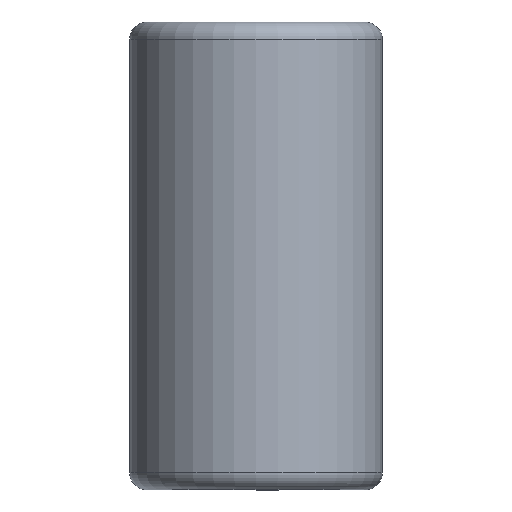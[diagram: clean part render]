
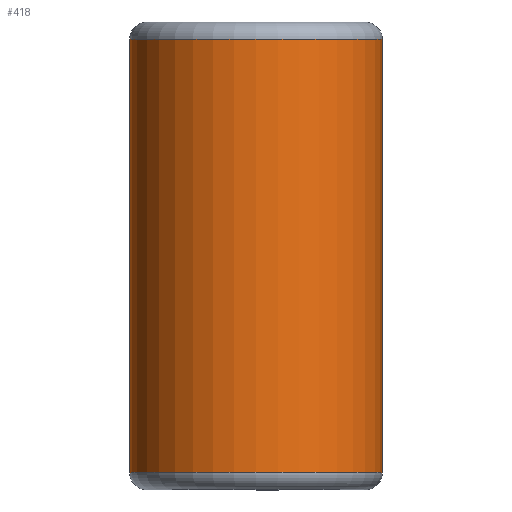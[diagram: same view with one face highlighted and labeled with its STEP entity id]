
A CAD part, top view. The second image highlights one B-rep face of the part: STEP entity #418.
In plain terms, the highlighted cylindrical face has radius 5.575 mm (diameter 11.151 mm), a partial arc.
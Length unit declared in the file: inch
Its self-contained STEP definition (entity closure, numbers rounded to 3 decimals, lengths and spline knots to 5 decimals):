
#82 = VECTOR ( 'NONE', #986, 39.37008 ) ;
#100 = DIRECTION ( 'NONE',  ( 0., 0., -1. ) ) ;
#167 = DIRECTION ( 'NONE',  ( 0., 1., 0. ) ) ;
#369 = VERTEX_POINT ( 'NONE', #2246 ) ;
#383 = ORIENTED_EDGE ( 'NONE', *, *, #1985, .T. ) ;
#418 = ADVANCED_FACE ( 'NONE', ( #2160 ), #906, .T. ) ;
#479 = CARTESIAN_POINT ( 'NONE',  ( 0., -0.37625, -0.2195 ) ) ;
#517 = ORIENTED_EDGE ( 'NONE', *, *, #1995, .T. ) ;
#560 = CIRCLE ( 'NONE', #1722, 0.2195 ) ;
#611 = CARTESIAN_POINT ( 'NONE',  ( 0., -0.37625, 0. ) ) ;
#618 = CARTESIAN_POINT ( 'NONE',  ( 0., 0.37625, 0. ) ) ;
#626 = CIRCLE ( 'NONE', #1468, 0.2195 ) ;
#689 = ORIENTED_EDGE ( 'NONE', *, *, #1840, .F. ) ;
#725 = AXIS2_PLACEMENT_3D ( 'NONE', #2345, #2325, #100 ) ;
#795 = DIRECTION ( 'NONE',  ( 0., 0., -1. ) ) ;
#806 = DIRECTION ( 'NONE',  ( 0., 0., -1. ) ) ;
#906 = CYLINDRICAL_SURFACE ( 'NONE', #725, 0.2195 ) ;
#986 = DIRECTION ( 'NONE',  ( 0., 1., 0. ) ) ;
#1067 = LINE ( 'NONE', #2114, #82 ) ;
#1292 = EDGE_LOOP ( 'NONE', ( #383, #517, #689, #1678 ) ) ;
#1360 = CARTESIAN_POINT ( 'NONE',  ( 0.2195, 0.37625, 0. ) ) ;
#1416 = VERTEX_POINT ( 'NONE', #479 ) ;
#1468 = AXIS2_PLACEMENT_3D ( 'NONE', #611, #1916, #795 ) ;
#1653 = VERTEX_POINT ( 'NONE', #1754 ) ;
#1678 = ORIENTED_EDGE ( 'NONE', *, *, #1975, .F. ) ;
#1722 = AXIS2_PLACEMENT_3D ( 'NONE', #618, #1925, #806 ) ;
#1754 = CARTESIAN_POINT ( 'NONE',  ( 0., 0.37625, -0.2195 ) ) ;
#1840 = EDGE_CURVE ( 'NONE', #1416, #1653, #2324, .T. ) ;
#1916 = DIRECTION ( 'NONE',  ( 0., -1., 0. ) ) ;
#1925 = DIRECTION ( 'NONE',  ( 0., -1., 0. ) ) ;
#1975 = EDGE_CURVE ( 'NONE', #369, #1416, #626, .T. ) ;
#1985 = EDGE_CURVE ( 'NONE', #369, #2234, #1067, .T. ) ;
#1995 = EDGE_CURVE ( 'NONE', #2234, #1653, #560, .T. ) ;
#2114 = CARTESIAN_POINT ( 'NONE',  ( 0.2195, 0.37625, 0. ) ) ;
#2160 = FACE_OUTER_BOUND ( 'NONE', #1292, .T. ) ;
#2234 = VERTEX_POINT ( 'NONE', #1360 ) ;
#2246 = CARTESIAN_POINT ( 'NONE',  ( 0.2195, -0.37625, 0. ) ) ;
#2258 = VECTOR ( 'NONE', #167, 39.37008 ) ;
#2324 = LINE ( 'NONE', #2438, #2258 ) ;
#2325 = DIRECTION ( 'NONE',  ( 0., -1., 0. ) ) ;
#2345 = CARTESIAN_POINT ( 'NONE',  ( 0., 0.375, 0. ) ) ;
#2438 = CARTESIAN_POINT ( 'NONE',  ( 0., 0.37625, -0.2195 ) ) ;
